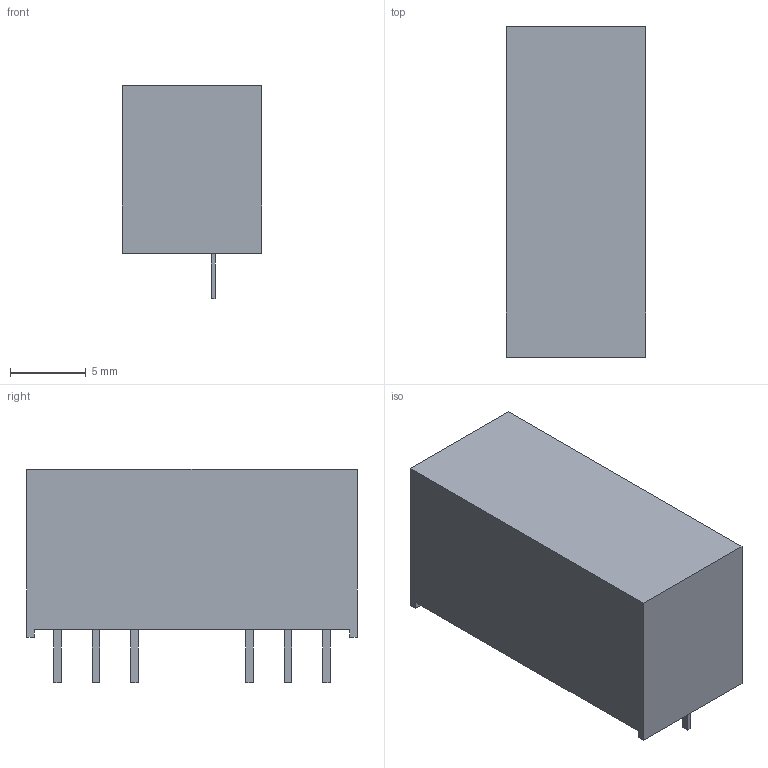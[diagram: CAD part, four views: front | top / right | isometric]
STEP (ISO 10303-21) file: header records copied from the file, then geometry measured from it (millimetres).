
FILE_DESCRIPTION(/* description */ (''),/* implementation_level */ '2;1');
FILE_NAME(/* name */'Converter_DCDC_XP_POWER-ITQxxxx-H_SIP_THT.step',/* time_stamp */ '2018-11-01T13:47:40-04:00',/* author */ (''),/* organization */ (''),/* preprocessor_version */ 'ST-DEVELOPER v17.2',/* originating_system */ 'Autodesk Inventor 2019',/* authorisation */ '');
FILE_SCHEMA (('AUTOMOTIVE_DESIGN { 1 0 10303 214 3 1 1 }'));
Length unit declared in the file: millimetre
Products named in the file (1): Converter_DCDC_XP_POWER-ITQxxxx-H_SIP_THT
Bounding box: 9.2 x 21.85 x 14.1 mm (x, y, z)
Volume: 2138 mm3; surface area: 1112.7 mm2
Topology: 7 solids, 7 shells, 46 faces, 96 edges, 64 vertices
Faces by surface type: plane 46
Entity records: 1253 total; most frequent: CARTESIAN_POINT 207, ORIENTED_EDGE 192, DIRECTION 190, LINE 96, VECTOR 96, EDGE_CURVE 96, VERTEX_POINT 64, AXIS2_PLACEMENT_3D 47
